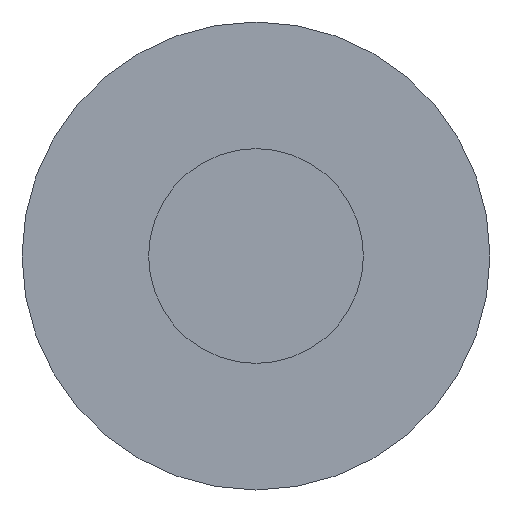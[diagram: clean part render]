
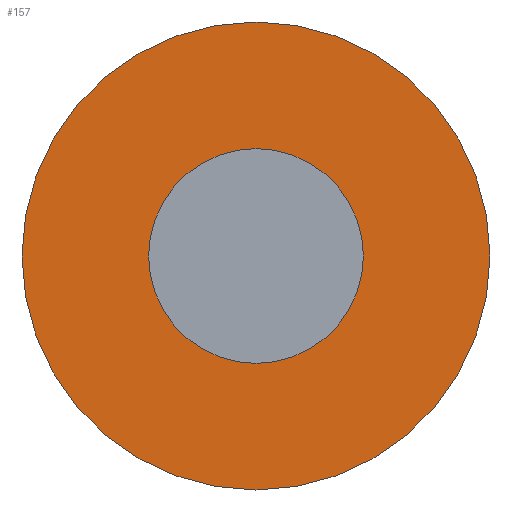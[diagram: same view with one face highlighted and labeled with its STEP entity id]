
A CAD part, front view. The second image highlights one B-rep face of the part: STEP entity #157.
In plain terms, the highlighted planar face has unit normal (0, -1, 0).
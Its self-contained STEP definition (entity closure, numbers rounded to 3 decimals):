
#16=FACE_BOUND('',#45,.T.);
#21=PLANE('',#188);
#30=FACE_OUTER_BOUND('',#44,.T.);
#44=EDGE_LOOP('',(#122));
#45=EDGE_LOOP('',(#123));
#73=CIRCLE('',#187,83.855);
#74=CIRCLE('',#189,38.481);
#85=VERTEX_POINT('',#275);
#86=VERTEX_POINT('',#279);
#98=EDGE_CURVE('',#85,#85,#73,.T.);
#100=EDGE_CURVE('',#86,#86,#74,.T.);
#122=ORIENTED_EDGE('',*,*,#98,.T.);
#123=ORIENTED_EDGE('',*,*,#100,.F.);
#157=ADVANCED_FACE('',(#30,#16),#21,.T.);
#187=AXIS2_PLACEMENT_3D('',#276,#221,#222);
#188=AXIS2_PLACEMENT_3D('',#278,#224,#225);
#189=AXIS2_PLACEMENT_3D('',#280,#226,#227);
#221=DIRECTION('center_axis',(0.,-1.,0.));
#222=DIRECTION('ref_axis',(1.,0.,0.));
#224=DIRECTION('center_axis',(0.,-1.,0.));
#225=DIRECTION('ref_axis',(0.,0.,-1.));
#226=DIRECTION('center_axis',(0.,-1.,0.));
#227=DIRECTION('ref_axis',(1.,0.,0.));
#275=CARTESIAN_POINT('',(0.,-16.764,82.337));
#276=CARTESIAN_POINT('Origin',(0.,-16.764,-1.519));
#278=CARTESIAN_POINT('Origin',(0.,-16.764,-40.));
#279=CARTESIAN_POINT('',(0.,-16.764,36.963));
#280=CARTESIAN_POINT('Origin',(0.,-16.764,-1.519));
